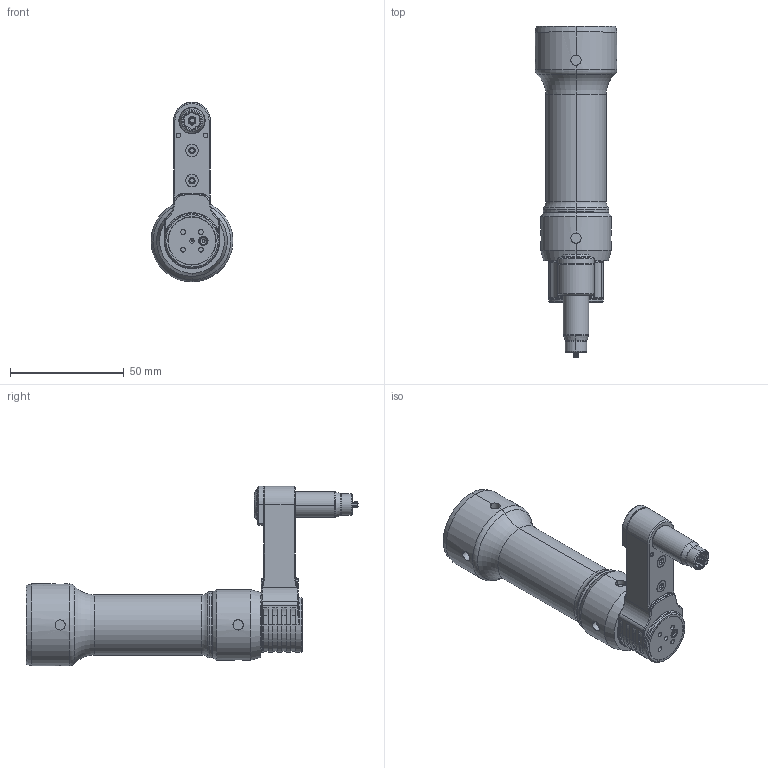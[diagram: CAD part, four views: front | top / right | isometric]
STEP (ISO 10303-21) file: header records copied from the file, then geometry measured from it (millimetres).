
FILE_DESCRIPTION((''),'2;1');
FILE_NAME('3513000284_SW0001','2023-12-26T11:52:09',('INEdipo'),(''),'CREO PARAMETRIC BY PTC INC, 2022414','CREO PARAMETRIC BY PTC INC, 2022414','');
FILE_SCHEMA(('AP242_MANAGED_MODEL_BASED_3D_ENGINEERING_MIM_LF { 1 0 10303 442 1 1 4 }'));
Length unit declared in the file: inch
Products named in the file (1): 3513000284_SW0001
Bounding box: 36 x 145.9 x 78.98 mm (x, y, z)
Volume: 94099.7 mm3; surface area: 18104 mm2
Topology: 1 solids, 1 shells, 641 faces, 1637 edges, 1037 vertices
Faces by surface type: cylinder 235, plane 157, cone 115, extrusion 81, torus 53
Entity records: 27597 total; most frequent: CARTESIAN_POINT 7410, ORIENTED_EDGE 3274, DIRECTION 3120, EDGE_CURVE 1637, AXIS2_PLACEMENT_3D 1177, VERTEX_POINT 1037, VECTOR 766, PRESENTATION_STYLE_ASSIGNMENT 722
